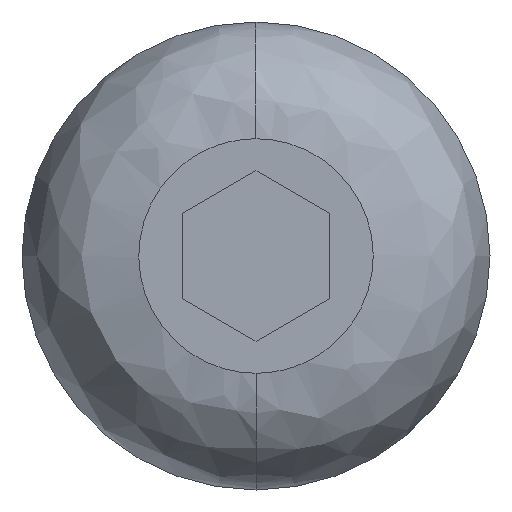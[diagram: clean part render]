
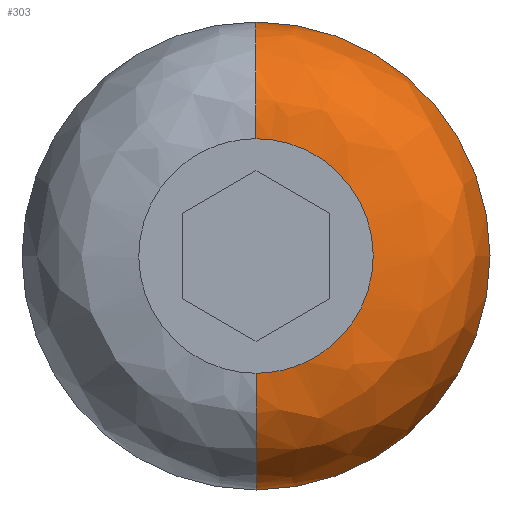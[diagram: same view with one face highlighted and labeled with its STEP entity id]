
A CAD part, left-side view. The second image highlights one B-rep face of the part: STEP entity #303.
In plain terms, the highlighted free-form (B-spline) face has degree [3, 3] with [4, 4] control points.
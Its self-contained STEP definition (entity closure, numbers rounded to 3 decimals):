
#2 = CARTESIAN_POINT ( 'NONE',  ( -0.38, 0., -4.75 ) ) ;
#11 = CARTESIAN_POINT ( 'NONE',  ( -2.75, 0., -2.38 ) ) ;
#13 = CARTESIAN_POINT ( 'NONE',  ( -1.768, 0., -4.75 ) ) ;
#15 = CIRCLE ( 'NONE', #350, 2.37 ) ;
#19 = CARTESIAN_POINT ( 'NONE',  ( -2.75, 0., 3.768 ) ) ;
#22 = EDGE_CURVE ( 'NONE', #324, #370, #59, .T. ) ;
#24 = CARTESIAN_POINT ( 'NONE',  ( -2.75, -4.76, -2.38 ) ) ;
#26 = CARTESIAN_POINT ( 'NONE',  ( -2.75, -7.537, 3.768 ) ) ;
#37 = ORIENTED_EDGE ( 'NONE', *, *, #22, .T. ) ;
#59 =( BOUNDED_CURVE ( )  B_SPLINE_CURVE ( 3, ( #286, #453, #24, #326 ),
 .UNSPECIFIED., .F., .T. ) 
 B_SPLINE_CURVE_WITH_KNOTS ( ( 4, 4 ),
 ( 0.75, 1.25 ),
 .UNSPECIFIED. ) 
 CURVE ( )  GEOMETRIC_REPRESENTATION_ITEM ( )  RATIONAL_B_SPLINE_CURVE ( ( 1., 0.333, 0.333, 1. ) ) 
 REPRESENTATION_ITEM ( '' )  );
#98 = CARTESIAN_POINT ( 'NONE',  ( -2.75, 0., 2.38 ) ) ;
#99 = CARTESIAN_POINT ( 'NONE',  ( -1.768, -9.5, -4.75 ) ) ;
#118 = DIRECTION ( 'NONE',  ( 0., 0., -1. ) ) ;
#121 = ORIENTED_EDGE ( 'NONE', *, *, #546, .F. ) ;
#126 = FACE_OUTER_BOUND ( 'NONE', #200, .T. ) ;
#129 = CARTESIAN_POINT ( 'NONE',  ( -0.38, 0., -4.75 ) ) ;
#138 = CARTESIAN_POINT ( 'NONE',  ( -2.75, 0., -2.38 ) ) ;
#166 = CARTESIAN_POINT ( 'NONE',  ( -0.38, -9.5, 4.75 ) ) ;
#171 =( BOUNDED_SURFACE ( )  B_SPLINE_SURFACE ( 3, 3, ( 
 ( #480, #166, #518, #2 ),
 ( #492, #239, #99, #13 ),
 ( #19, #26, #403, #182 ),
 ( #98, #489, #330, #11 ) ),
 .UNSPECIFIED., .F., .F., .F. ) 
 B_SPLINE_SURFACE_WITH_KNOTS ( ( 4, 4 ),
 ( 4, 4 ),
 ( 0., 1. ),
 ( 0., 1. ),
 .UNSPECIFIED. ) 
 GEOMETRIC_REPRESENTATION_ITEM ( )  RATIONAL_B_SPLINE_SURFACE ( (
 ( 1., 0.333, 0.333, 1.),
 ( 0.805, 0.268, 0.268, 0.805),
 ( 0.805, 0.268, 0.268, 0.805),
 ( 1., 0.333, 0.333, 1.) ) ) 
 REPRESENTATION_ITEM ( '' )  SURFACE ( )  );
#177 = EDGE_CURVE ( 'NONE', #307, #457, #374, .T. ) ;
#182 = CARTESIAN_POINT ( 'NONE',  ( -2.75, 0., -3.768 ) ) ;
#196 = CARTESIAN_POINT ( 'NONE',  ( -0.38, 0., -2.38 ) ) ;
#200 = EDGE_LOOP ( 'NONE', ( #283, #541, #37, #121 ) ) ;
#210 = AXIS2_PLACEMENT_3D ( 'NONE', #548, #211, #118 ) ;
#211 = DIRECTION ( 'NONE',  ( 1., 0., 0. ) ) ;
#239 = CARTESIAN_POINT ( 'NONE',  ( -1.768, -9.5, 4.75 ) ) ;
#252 = DIRECTION ( 'NONE',  ( 0., 0., -1. ) ) ;
#258 = AXIS2_PLACEMENT_3D ( 'NONE', #196, #322, #252 ) ;
#283 = ORIENTED_EDGE ( 'NONE', *, *, #177, .F. ) ;
#286 = CARTESIAN_POINT ( 'NONE',  ( -2.75, 0., 2.38 ) ) ;
#303 = ADVANCED_FACE ( 'NONE', ( #126 ), #171, .T. ) ;
#307 = VERTEX_POINT ( 'NONE', #400 ) ;
#322 = DIRECTION ( 'NONE',  ( 0., 1., 0. ) ) ;
#324 = VERTEX_POINT ( 'NONE', #407 ) ;
#326 = CARTESIAN_POINT ( 'NONE',  ( -2.75, 0., -2.38 ) ) ;
#330 = CARTESIAN_POINT ( 'NONE',  ( -2.75, -4.76, -2.38 ) ) ;
#350 = AXIS2_PLACEMENT_3D ( 'NONE', #534, #365, #363 ) ;
#356 = EDGE_CURVE ( 'NONE', #307, #324, #15, .T. ) ;
#363 = DIRECTION ( 'NONE',  ( 0., 0., 1. ) ) ;
#365 = DIRECTION ( 'NONE',  ( 0., -1., 0. ) ) ;
#370 = VERTEX_POINT ( 'NONE', #138 ) ;
#374 = CIRCLE ( 'NONE', #210, 4.75 ) ;
#394 = CIRCLE ( 'NONE', #258, 2.37 ) ;
#400 = CARTESIAN_POINT ( 'NONE',  ( -0.38, 0., 4.75 ) ) ;
#403 = CARTESIAN_POINT ( 'NONE',  ( -2.75, -7.537, -3.768 ) ) ;
#407 = CARTESIAN_POINT ( 'NONE',  ( -2.75, 0., 2.38 ) ) ;
#453 = CARTESIAN_POINT ( 'NONE',  ( -2.75, -4.76, 2.38 ) ) ;
#457 = VERTEX_POINT ( 'NONE', #129 ) ;
#480 = CARTESIAN_POINT ( 'NONE',  ( -0.38, 0., 4.75 ) ) ;
#489 = CARTESIAN_POINT ( 'NONE',  ( -2.75, -4.76, 2.38 ) ) ;
#492 = CARTESIAN_POINT ( 'NONE',  ( -1.768, 0., 4.75 ) ) ;
#518 = CARTESIAN_POINT ( 'NONE',  ( -0.38, -9.5, -4.75 ) ) ;
#534 = CARTESIAN_POINT ( 'NONE',  ( -0.38, 0., 2.38 ) ) ;
#541 = ORIENTED_EDGE ( 'NONE', *, *, #356, .T. ) ;
#546 = EDGE_CURVE ( 'NONE', #457, #370, #394, .T. ) ;
#548 = CARTESIAN_POINT ( 'NONE',  ( -0.38, 0., 0. ) ) ;
